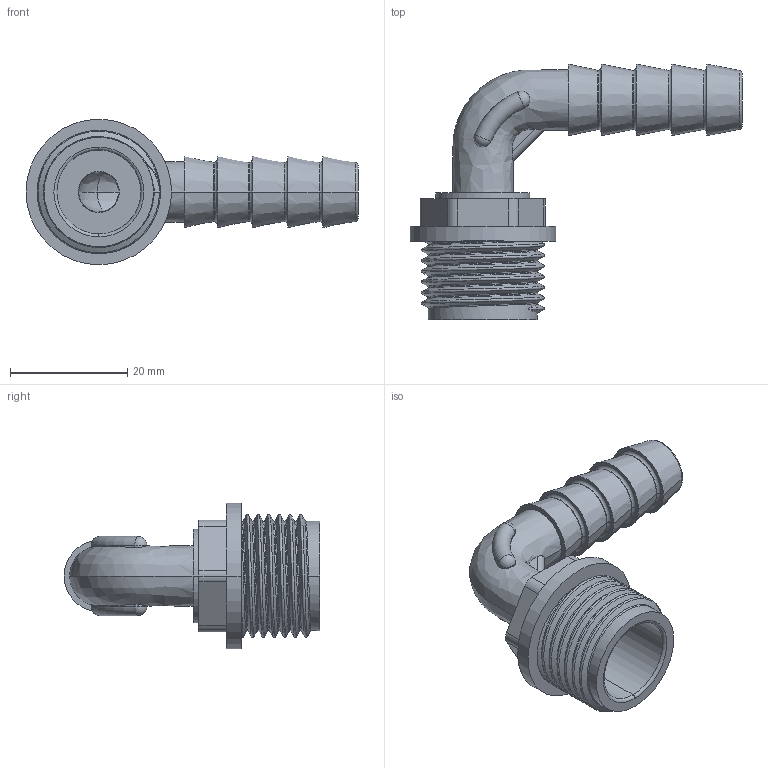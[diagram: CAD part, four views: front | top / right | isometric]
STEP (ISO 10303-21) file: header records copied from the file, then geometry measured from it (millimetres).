
FILE_DESCRIPTION (( 'STEP AP203' ), '1' );
FILE_NAME ('00131_0312.STEP', '2017-05-09T14:33:42', ( '' ), ( '' ), 'SwSTEP 2.0', 'SolidWorks 2011', '' );
FILE_SCHEMA (( 'CONFIG_CONTROL_DESIGN' ));
Length unit declared in the file: millimetre
Products named in the file (1): 00131_0312
Bounding box: 56.55 x 43.55 x 24.8 mm (x, y, z)
Volume: 6922.1 mm3; surface area: 7008.4 mm2
Topology: 1 solids, 1 shells, 111 faces, 262 edges, 161 vertices
Faces by surface type: cylinder 38, torus 25, plane 21, cone 12, bspline 11, sphere 4
Entity records: 8380 total; most frequent: CARTESIAN_POINT 5909, ORIENTED_EDGE 508, DIRECTION 497, EDGE_CURVE 254, AXIS2_PLACEMENT_3D 214, VERTEX_POINT 157, EDGE_LOOP 125, CIRCLE 113
